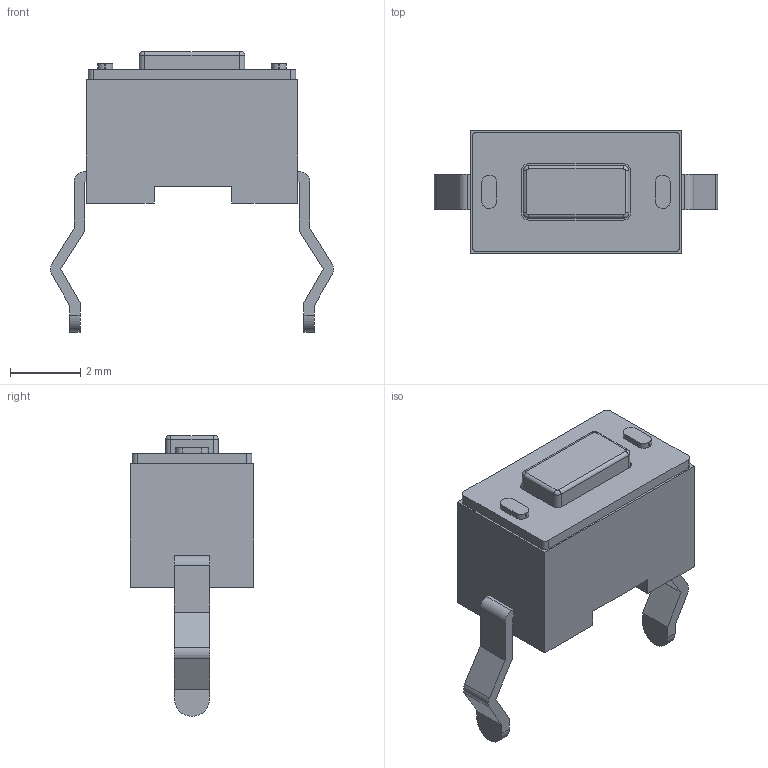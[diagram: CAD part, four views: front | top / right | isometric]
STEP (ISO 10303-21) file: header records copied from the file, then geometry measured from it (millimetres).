
FILE_DESCRIPTION(/* description */ ('Unknown'),/* implementation_level */ '2;1');
FILE_NAME(/* name */ 'MJTP1243',/* time_stamp */ '2024-06-10T08:57:06+02:00',/* author */ ('Unknown'),/* organization */ ('Unknown'),/* preprocessor_version */ 'ST-DEVELOPER v18.102',/* originating_system */ 'Solid Edge',/* authorisation */ 'Unknown');
FILE_SCHEMA (('AUTOMOTIVE_DESIGN {1 0 10303 214 3 1 1}'));
Length unit declared in the file: millimetre
Products named in the file (1): MJTP1243
Bounding box: 8.05 x 3.5 x 7.97 mm (x, y, z)
Volume: 81 mm3; surface area: 146.5 mm2
Topology: 1 solids, 1 shells, 99 faces, 262 edges, 172 vertices
Faces by surface type: plane 61, cylinder 34, torus 4
Entity records: 3781 total; most frequent: DIRECTION 534, CARTESIAN_POINT 534, ORIENTED_EDGE 524, EDGE_CURVE 262, LINE 190, VECTOR 190, VERTEX_POINT 172, AXIS2_PLACEMENT_3D 172
